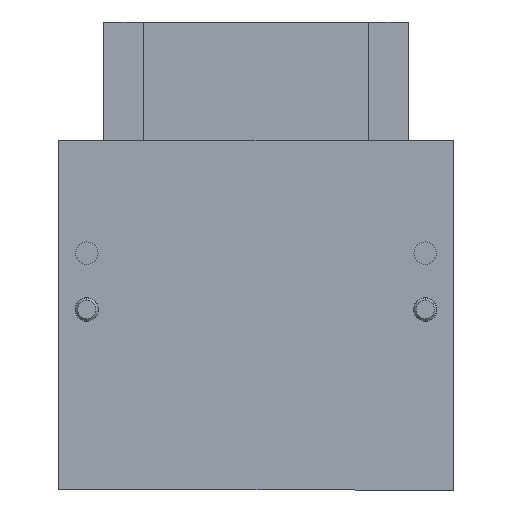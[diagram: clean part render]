
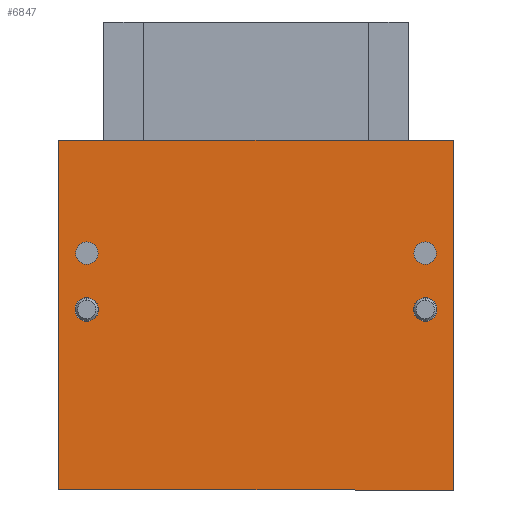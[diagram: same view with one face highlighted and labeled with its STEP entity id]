
A CAD part, front view. The second image highlights one B-rep face of the part: STEP entity #6847.
In plain terms, the highlighted face is planar.
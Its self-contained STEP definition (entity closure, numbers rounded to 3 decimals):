
#5 = EDGE_CURVE ( 'NONE', #3096, #3269, #10916, .T. ) ;
#242 = DIRECTION ( 'NONE',  ( 0., 0., 1. ) ) ;
#243 = EDGE_CURVE ( 'NONE', #3269, #9425, #4352, .T. ) ;
#246 = CIRCLE ( 'NONE', #1195, 2.1 ) ;
#429 = CARTESIAN_POINT ( 'NONE',  ( -30., 6., 9. ) ) ;
#582 = AXIS2_PLACEMENT_3D ( 'NONE', #6655, #5655, #1253 ) ;
#651 = DIRECTION ( 'NONE',  ( 0., 0., 1. ) ) ;
#653 = DIRECTION ( 'NONE',  ( 0., 1., 0. ) ) ;
#668 = LINE ( 'NONE', #7711, #1376 ) ;
#832 = AXIS2_PLACEMENT_3D ( 'NONE', #11288, #5998, #651 ) ;
#1019 = ORIENTED_EDGE ( 'NONE', *, *, #3018, .F. ) ;
#1060 = CARTESIAN_POINT ( 'NONE',  ( 30., 6., 13. ) ) ;
#1071 = EDGE_CURVE ( 'NONE', #5723, #10365, #8928, .T. ) ;
#1195 = AXIS2_PLACEMENT_3D ( 'NONE', #7480, #8430, #3092 ) ;
#1253 = DIRECTION ( 'NONE',  ( 0., 0., 1. ) ) ;
#1376 = VECTOR ( 'NONE', #1546, 1000. ) ;
#1500 = CARTESIAN_POINT ( 'NONE',  ( -30., 6., 1. ) ) ;
#1520 = DIRECTION ( 'NONE',  ( 0., 0., 1. ) ) ;
#1525 = FACE_BOUND ( 'NONE', #2675, .T. ) ;
#1546 = DIRECTION ( 'NONE',  ( 0., 0., 1. ) ) ;
#1690 = CARTESIAN_POINT ( 'NONE',  ( -35., 6., 31. ) ) ;
#1709 = DIRECTION ( 'NONE',  ( 0., 1., 0. ) ) ;
#2000 = VERTEX_POINT ( 'NONE', #1060 ) ;
#2045 = AXIS2_PLACEMENT_3D ( 'NONE', #1500, #3270, #9465 ) ;
#2122 = EDGE_CURVE ( 'NONE', #11387, #5945, #8205, .T. ) ;
#2280 = AXIS2_PLACEMENT_3D ( 'NONE', #11231, #4886, #11111 ) ;
#2430 = AXIS2_PLACEMENT_3D ( 'NONE', #2686, #1709, #9770 ) ;
#2675 = EDGE_LOOP ( 'NONE', ( #7868, #8114 ) ) ;
#2686 = CARTESIAN_POINT ( 'NONE',  ( 30., 6., 1. ) ) ;
#2989 = EDGE_CURVE ( 'NONE', #3247, #2000, #3734, .T. ) ;
#3018 = EDGE_CURVE ( 'NONE', #5945, #11387, #246, .T. ) ;
#3092 = DIRECTION ( 'NONE',  ( 0., 0., 1. ) ) ;
#3096 = VERTEX_POINT ( 'NONE', #5061 ) ;
#3247 = VERTEX_POINT ( 'NONE', #5876 ) ;
#3269 = VERTEX_POINT ( 'NONE', #6601 ) ;
#3270 = DIRECTION ( 'NONE',  ( 0., 1., 0. ) ) ;
#3612 = CIRCLE ( 'NONE', #6047, 2. ) ;
#3734 = CIRCLE ( 'NONE', #582, 2. ) ;
#3803 = VECTOR ( 'NONE', #8071, 1000. ) ;
#3984 = CARTESIAN_POINT ( 'NONE',  ( 35., 6., -31. ) ) ;
#4000 = CARTESIAN_POINT ( 'NONE',  ( -30., 6., 11. ) ) ;
#4352 = LINE ( 'NONE', #5509, #3803 ) ;
#4750 = ORIENTED_EDGE ( 'NONE', *, *, #5, .T. ) ;
#4796 = DIRECTION ( 'NONE',  ( 0., 0., 1. ) ) ;
#4886 = DIRECTION ( 'NONE',  ( 0., 1., 0. ) ) ;
#5061 = CARTESIAN_POINT ( 'NONE',  ( 35., 6., 31. ) ) ;
#5092 = AXIS2_PLACEMENT_3D ( 'NONE', #11043, #5722, #242 ) ;
#5509 = CARTESIAN_POINT ( 'NONE',  ( -35., 6., -31. ) ) ;
#5655 = DIRECTION ( 'NONE',  ( 0., 1., 0. ) ) ;
#5711 = FACE_BOUND ( 'NONE', #7074, .T. ) ;
#5722 = DIRECTION ( 'NONE',  ( 0., 1., 0. ) ) ;
#5723 = VERTEX_POINT ( 'NONE', #8107 ) ;
#5808 = EDGE_CURVE ( 'NONE', #10365, #5723, #3612, .T. ) ;
#5841 = VERTEX_POINT ( 'NONE', #8396 ) ;
#5876 = CARTESIAN_POINT ( 'NONE',  ( 30., 6., 9. ) ) ;
#5945 = VERTEX_POINT ( 'NONE', #10388 ) ;
#5972 = EDGE_CURVE ( 'NONE', #7758, #10048, #9339, .T. ) ;
#5998 = DIRECTION ( 'NONE',  ( 0., 1., 0. ) ) ;
#6029 = PLANE ( 'NONE',  #832 ) ;
#6031 = EDGE_LOOP ( 'NONE', ( #10637, #8175 ) ) ;
#6047 = AXIS2_PLACEMENT_3D ( 'NONE', #4000, #8313, #4796 ) ;
#6601 = CARTESIAN_POINT ( 'NONE',  ( 35., 6., -31. ) ) ;
#6655 = CARTESIAN_POINT ( 'NONE',  ( 30., 6., 11. ) ) ;
#6847 = ADVANCED_FACE ( 'NONE', ( #1525, #7199, #10709, #5711, #11543 ), #6029, .T. ) ;
#6910 = EDGE_CURVE ( 'NONE', #2000, #3247, #9863, .T. ) ;
#7064 = AXIS2_PLACEMENT_3D ( 'NONE', #8575, #653, #1520 ) ;
#7074 = EDGE_LOOP ( 'NONE', ( #9892, #9086 ) ) ;
#7199 = FACE_BOUND ( 'NONE', #6031, .T. ) ;
#7213 = EDGE_LOOP ( 'NONE', ( #1019, #7411 ) ) ;
#7411 = ORIENTED_EDGE ( 'NONE', *, *, #2122, .F. ) ;
#7480 = CARTESIAN_POINT ( 'NONE',  ( 30., 6., 1. ) ) ;
#7711 = CARTESIAN_POINT ( 'NONE',  ( -35., 6., -31. ) ) ;
#7758 = VERTEX_POINT ( 'NONE', #11007 ) ;
#7853 = EDGE_CURVE ( 'NONE', #9425, #5841, #668, .T. ) ;
#7868 = ORIENTED_EDGE ( 'NONE', *, *, #1071, .F. ) ;
#8030 = CARTESIAN_POINT ( 'NONE',  ( -35., 6., -31. ) ) ;
#8071 = DIRECTION ( 'NONE',  ( -1., 0., 0. ) ) ;
#8107 = CARTESIAN_POINT ( 'NONE',  ( -30., 6., 13. ) ) ;
#8114 = ORIENTED_EDGE ( 'NONE', *, *, #5808, .F. ) ;
#8175 = ORIENTED_EDGE ( 'NONE', *, *, #2989, .F. ) ;
#8205 = CIRCLE ( 'NONE', #2430, 2.1 ) ;
#8313 = DIRECTION ( 'NONE',  ( 0., 1., 0. ) ) ;
#8396 = CARTESIAN_POINT ( 'NONE',  ( -35., 6., 31. ) ) ;
#8430 = DIRECTION ( 'NONE',  ( 0., 1., 0. ) ) ;
#8447 = DIRECTION ( 'NONE',  ( 0., 0., -1. ) ) ;
#8575 = CARTESIAN_POINT ( 'NONE',  ( -30., 6., 1. ) ) ;
#8633 = EDGE_LOOP ( 'NONE', ( #9785, #10955, #4750, #8836 ) ) ;
#8699 = LINE ( 'NONE', #1690, #11367 ) ;
#8836 = ORIENTED_EDGE ( 'NONE', *, *, #243, .T. ) ;
#8928 = CIRCLE ( 'NONE', #2280, 2. ) ;
#9086 = ORIENTED_EDGE ( 'NONE', *, *, #5972, .F. ) ;
#9089 = EDGE_CURVE ( 'NONE', #10048, #7758, #10096, .T. ) ;
#9339 = CIRCLE ( 'NONE', #7064, 2.1 ) ;
#9425 = VERTEX_POINT ( 'NONE', #8030 ) ;
#9465 = DIRECTION ( 'NONE',  ( 0., 0., 1. ) ) ;
#9638 = DIRECTION ( 'NONE',  ( 1., 0., 0. ) ) ;
#9770 = DIRECTION ( 'NONE',  ( 0., 0., 1. ) ) ;
#9785 = ORIENTED_EDGE ( 'NONE', *, *, #7853, .T. ) ;
#9863 = CIRCLE ( 'NONE', #5092, 2. ) ;
#9878 = EDGE_CURVE ( 'NONE', #5841, #3096, #8699, .T. ) ;
#9892 = ORIENTED_EDGE ( 'NONE', *, *, #9089, .F. ) ;
#10048 = VERTEX_POINT ( 'NONE', #10367 ) ;
#10096 = CIRCLE ( 'NONE', #2045, 2.1 ) ;
#10365 = VERTEX_POINT ( 'NONE', #429 ) ;
#10367 = CARTESIAN_POINT ( 'NONE',  ( -30., 6., 3.1 ) ) ;
#10388 = CARTESIAN_POINT ( 'NONE',  ( 30., 6., 3.1 ) ) ;
#10476 = CARTESIAN_POINT ( 'NONE',  ( 30., 6., -1.1 ) ) ;
#10497 = VECTOR ( 'NONE', #8447, 1000. ) ;
#10637 = ORIENTED_EDGE ( 'NONE', *, *, #6910, .F. ) ;
#10709 = FACE_BOUND ( 'NONE', #7213, .T. ) ;
#10916 = LINE ( 'NONE', #3984, #10497 ) ;
#10955 = ORIENTED_EDGE ( 'NONE', *, *, #9878, .T. ) ;
#11007 = CARTESIAN_POINT ( 'NONE',  ( -30., 6., -1.1 ) ) ;
#11043 = CARTESIAN_POINT ( 'NONE',  ( 30., 6., 11. ) ) ;
#11111 = DIRECTION ( 'NONE',  ( 0., 0., 1. ) ) ;
#11231 = CARTESIAN_POINT ( 'NONE',  ( -30., 6., 11. ) ) ;
#11288 = CARTESIAN_POINT ( 'NONE',  ( -35., 6., 31. ) ) ;
#11367 = VECTOR ( 'NONE', #9638, 1000. ) ;
#11387 = VERTEX_POINT ( 'NONE', #10476 ) ;
#11543 = FACE_OUTER_BOUND ( 'NONE', #8633, .T. ) ;
